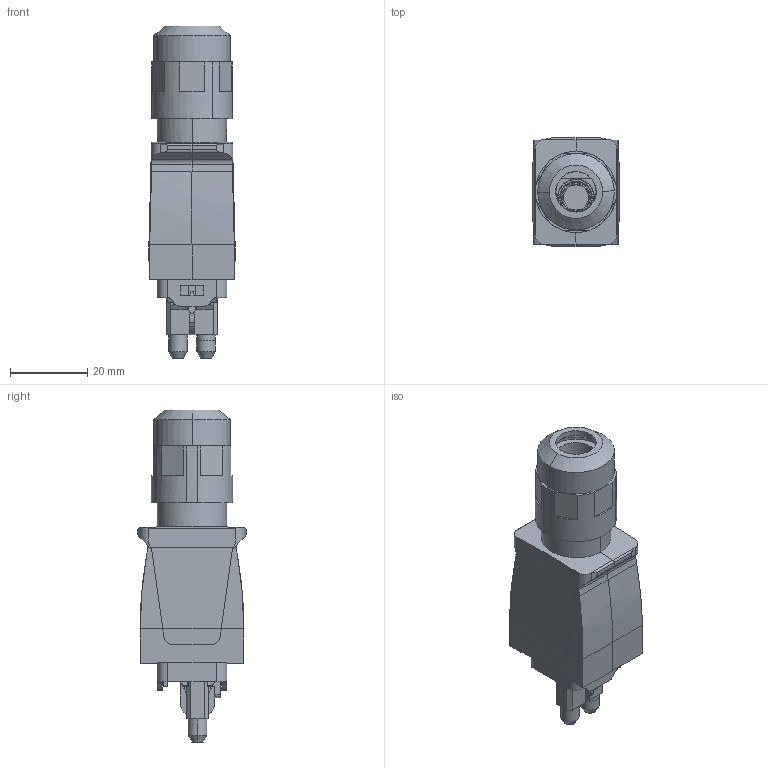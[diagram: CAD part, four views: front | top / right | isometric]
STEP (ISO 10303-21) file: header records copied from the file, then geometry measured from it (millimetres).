
FILE_DESCRIPTION(('CATIA V5 STEP Exchange','CAx-IF Rec.Pracs.--- Model Styling and Organization---1.4--- 2014-01-23'),'2;1');
FILE_NAME ('008420-2_2_1191550000_1191550000.stp','2019-09-17T15:24:02+00:00',('none'),('Weidmueller'),'CATIA Version 5-6 Release 2016 SP3 HF44','CATIA V5 STEP AP214','none');
FILE_SCHEMA(('AUTOMOTIVE_DESIGN { 1 0 10303 214 1 1 1 1 }'));
Length unit declared in the file: millimetre
Products named in the file (1): 1191550000
Bounding box: 22.3 x 28 x 85.9 mm (x, y, z)
Volume: 22186.3 mm3; surface area: 27728.2 mm2
Topology: 8 solids, 16 shells, 793 faces, 2254 edges, 1501 vertices
Faces by surface type: plane 482, cylinder 233, bspline 32, cone 18, extrusion 16, torus 12
Entity records: 27070 total; most frequent: CARTESIAN_POINT 7804, ORIENTED_EDGE 4508, DIRECTION 3100, EDGE_CURVE 2254, VECTOR 1544, LINE 1528, VERTEX_POINT 1501, AXIS2_PLACEMENT_3D 990
